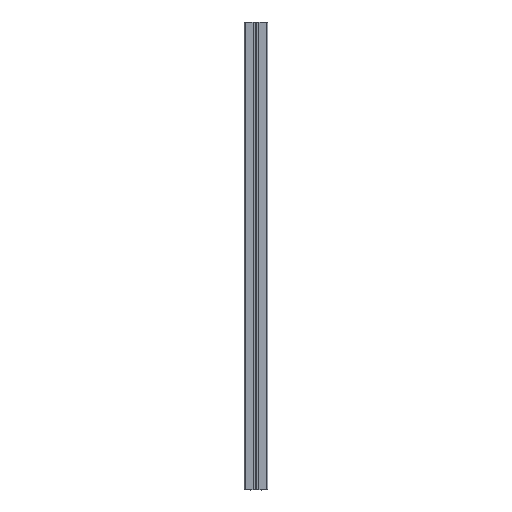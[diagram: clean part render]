
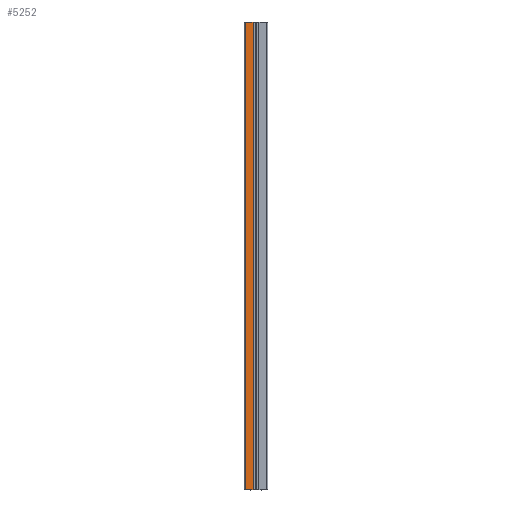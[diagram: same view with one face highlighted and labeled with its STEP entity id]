
A CAD part, left-side view. The second image highlights one B-rep face of the part: STEP entity #5252.
In plain terms, the highlighted planar face has unit normal (-1, 0, 0).
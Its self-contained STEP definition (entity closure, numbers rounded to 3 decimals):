
#470 = ORIENTED_EDGE ( 'NONE', *, *, #3641, .T. ) ;
#2166 = LINE ( 'NONE', #12095, #16689 ) ;
#3227 = ORIENTED_EDGE ( 'NONE', *, *, #15717, .F. ) ;
#3562 = VECTOR ( 'NONE', #18482, 1000. ) ;
#3635 = VERTEX_POINT ( 'NONE', #6108 ) ;
#3641 = EDGE_CURVE ( 'NONE', #10080, #3635, #11858, .T. ) ;
#5109 = ORIENTED_EDGE ( 'NONE', *, *, #15935, .T. ) ;
#5252 = ADVANCED_FACE ( 'NONE', ( #12787 ), #17205, .T. ) ;
#5357 = VERTEX_POINT ( 'NONE', #13268 ) ;
#5992 = DIRECTION ( 'NONE',  ( -1., 0., 0. ) ) ;
#6108 = CARTESIAN_POINT ( 'NONE',  ( -25., 23., -1000. ) ) ;
#6409 = EDGE_LOOP ( 'NONE', ( #5109, #470, #3227, #10240 ) ) ;
#7304 = CARTESIAN_POINT ( 'NONE',  ( -25., 25., -1000. ) ) ;
#8286 = LINE ( 'NONE', #18389, #3562 ) ;
#10080 = VERTEX_POINT ( 'NONE', #12265 ) ;
#10240 = ORIENTED_EDGE ( 'NONE', *, *, #13517, .F. ) ;
#10248 = DIRECTION ( 'NONE',  ( 0., 0., 1. ) ) ;
#11858 = LINE ( 'NONE', #17614, #16725 ) ;
#12032 = VECTOR ( 'NONE', #16481, 1000. ) ;
#12095 = CARTESIAN_POINT ( 'NONE',  ( -25., 6.325, -1000. ) ) ;
#12265 = CARTESIAN_POINT ( 'NONE',  ( -25., 23., 0. ) ) ;
#12485 = DIRECTION ( 'NONE',  ( 0., 0., -1. ) ) ;
#12787 = FACE_OUTER_BOUND ( 'NONE', #6409, .T. ) ;
#13268 = CARTESIAN_POINT ( 'NONE',  ( -25., 6.325, 0. ) ) ;
#13517 = EDGE_CURVE ( 'NONE', #5357, #15364, #2166, .T. ) ;
#15167 = LINE ( 'NONE', #17621, #12032 ) ;
#15364 = VERTEX_POINT ( 'NONE', #18685 ) ;
#15717 = EDGE_CURVE ( 'NONE', #15364, #3635, #8286, .T. ) ;
#15935 = EDGE_CURVE ( 'NONE', #5357, #10080, #15167, .T. ) ;
#16481 = DIRECTION ( 'NONE',  ( 0., 1., 0. ) ) ;
#16689 = VECTOR ( 'NONE', #17842, 1000. ) ;
#16725 = VECTOR ( 'NONE', #12485, 1000. ) ;
#17205 = PLANE ( 'NONE',  #17943 ) ;
#17614 = CARTESIAN_POINT ( 'NONE',  ( -25., 23., -1000. ) ) ;
#17621 = CARTESIAN_POINT ( 'NONE',  ( -25., 25., 0. ) ) ;
#17842 = DIRECTION ( 'NONE',  ( 0., 0., -1. ) ) ;
#17943 = AXIS2_PLACEMENT_3D ( 'NONE', #7304, #5992, #10248 ) ;
#18389 = CARTESIAN_POINT ( 'NONE',  ( -25., 25., -1000. ) ) ;
#18482 = DIRECTION ( 'NONE',  ( 0., 1., 0. ) ) ;
#18685 = CARTESIAN_POINT ( 'NONE',  ( -25., 6.325, -1000. ) ) ;
